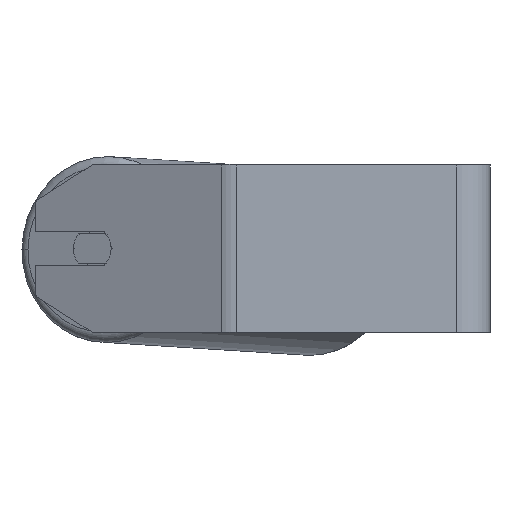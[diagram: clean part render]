
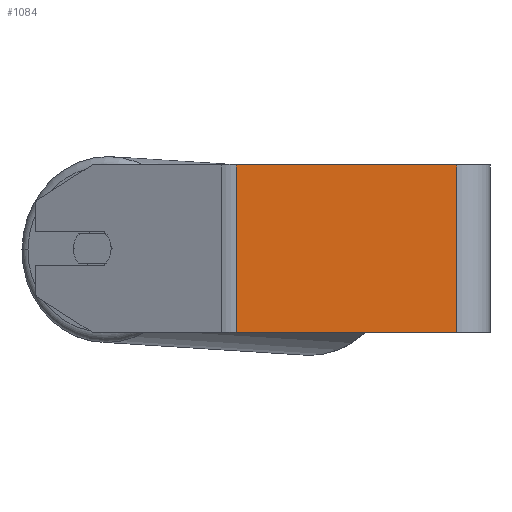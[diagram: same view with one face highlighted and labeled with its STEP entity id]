
A CAD part, left-side view. The second image highlights one B-rep face of the part: STEP entity #1084.
In plain terms, the highlighted planar face has unit normal (-1, 0, 0).
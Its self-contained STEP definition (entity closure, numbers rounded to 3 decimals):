
#90 = LINE ( 'NONE', #2240, #2429 ) ;
#168 = VERTEX_POINT ( 'NONE', #2576 ) ;
#174 = DIRECTION ( 'NONE',  ( 0., 0., -1. ) ) ;
#370 = CARTESIAN_POINT ( 'NONE',  ( -280., 16., -40. ) ) ;
#577 = FACE_OUTER_BOUND ( 'NONE', #3060, .T. ) ;
#755 = EDGE_CURVE ( 'NONE', #6249, #168, #90, .T. ) ;
#1084 = ADVANCED_FACE ( 'NONE', ( #577 ), #3842, .F. ) ;
#1523 = ORIENTED_EDGE ( 'NONE', *, *, #6546, .T. ) ;
#1589 = EDGE_CURVE ( 'NONE', #3926, #5306, #2852, .T. ) ;
#1678 = CARTESIAN_POINT ( 'NONE',  ( -280., 125.061, -40. ) ) ;
#1783 = LINE ( 'NONE', #1678, #4727 ) ;
#1898 = ORIENTED_EDGE ( 'NONE', *, *, #755, .T. ) ;
#2240 = CARTESIAN_POINT ( 'NONE',  ( -280., 121.514, 40. ) ) ;
#2245 = DIRECTION ( 'NONE',  ( 0., -1., 0. ) ) ;
#2429 = VECTOR ( 'NONE', #4388, 1000. ) ;
#2448 = CARTESIAN_POINT ( 'NONE',  ( -280., 125.061, 40. ) ) ;
#2576 = CARTESIAN_POINT ( 'NONE',  ( -280., 121.514, -40. ) ) ;
#2852 = LINE ( 'NONE', #4989, #5690 ) ;
#2879 = AXIS2_PLACEMENT_3D ( 'NONE', #4932, #4341, #6499 ) ;
#2979 = CARTESIAN_POINT ( 'NONE',  ( -280., 121.514, 40. ) ) ;
#3036 = VECTOR ( 'NONE', #6116, 1000. ) ;
#3060 = EDGE_LOOP ( 'NONE', ( #1523, #5879, #3455, #1898 ) ) ;
#3455 = ORIENTED_EDGE ( 'NONE', *, *, #6598, .F. ) ;
#3842 = PLANE ( 'NONE',  #2879 ) ;
#3926 = VERTEX_POINT ( 'NONE', #5545 ) ;
#4341 = DIRECTION ( 'NONE',  ( 1., 0., 0. ) ) ;
#4388 = DIRECTION ( 'NONE',  ( 0., 0., -1. ) ) ;
#4727 = VECTOR ( 'NONE', #2245, 1000. ) ;
#4932 = CARTESIAN_POINT ( 'NONE',  ( -280., 125.061, 40. ) ) ;
#4989 = CARTESIAN_POINT ( 'NONE',  ( -280., 16., 40. ) ) ;
#5306 = VERTEX_POINT ( 'NONE', #370 ) ;
#5545 = CARTESIAN_POINT ( 'NONE',  ( -280., 16., 40. ) ) ;
#5690 = VECTOR ( 'NONE', #174, 1000. ) ;
#5717 = LINE ( 'NONE', #2448, #3036 ) ;
#5879 = ORIENTED_EDGE ( 'NONE', *, *, #1589, .F. ) ;
#6116 = DIRECTION ( 'NONE',  ( 0., -1., 0. ) ) ;
#6249 = VERTEX_POINT ( 'NONE', #2979 ) ;
#6499 = DIRECTION ( 'NONE',  ( 0., 0., -1. ) ) ;
#6546 = EDGE_CURVE ( 'NONE', #168, #5306, #1783, .T. ) ;
#6598 = EDGE_CURVE ( 'NONE', #6249, #3926, #5717, .T. ) ;
